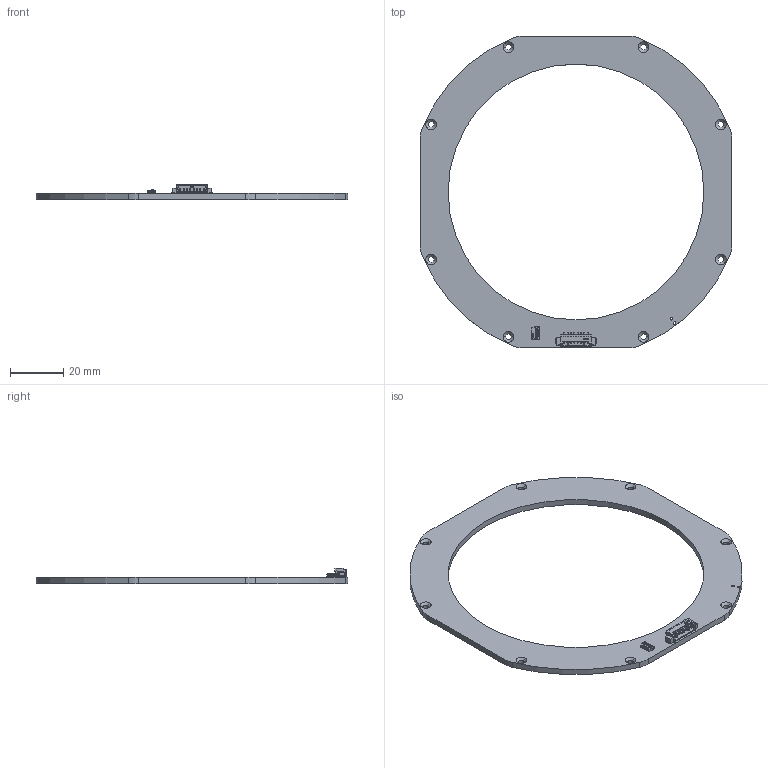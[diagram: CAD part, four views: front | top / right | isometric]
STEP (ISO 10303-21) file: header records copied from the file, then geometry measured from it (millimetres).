
FILE_DESCRIPTION((''),'2;1');
FILE_NAME('PCB_ASM','2025-04-11T',('Cujo'),(''),'PRO/ENGINEER BY PARAMETRIC TECHNOLOGY CORPORATION, 2017170','PRO/ENGINEER BY PARAMETRIC TECHNOLOGY CORPORATION, 2017170','');
FILE_SCHEMA(('CONFIG_CONTROL_DESIGN'));
Products named in the file (69): BOARD; MANIFOLD_SOLID_BREP_72793; MANIFOLD_SOLID_BREP_72297; MANIFOLD_SOLID_BREP_71765; MANIFOLD_SOLID_BREP_71351; MANIFOLD_SOLID_BREP_70808; MANIFOLD_SOLID_BREP_69983; MANIFOLD_SOLID_BREP_69151; MANIFOLD_SOLID_BREP_68737; MANIFOLD_SOLID_BREP_68241; MANIFOLD_SOLID_BREP_67709; MANIFOLD_SOLID_BREP_67295; MANIFOLD_SOLID_BREP_66743; MANIFOLD_SOLID_BREP_66527; MANIFOLD_SOLID_BREP_48799; MANIFOLD_SOLID_BREP_47766; MANIFOLD_SOLID_BREP_46733; CN1_ASM; CN3_ASM; MANIFOLD_SOLID_BREP_191683; MANIFOLD_SOLID_BREP_191187; MANIFOLD_SOLID_BREP_190655; MANIFOLD_SOLID_BREP_190241; MANIFOLD_SOLID_BREP_189698; MANIFOLD_SOLID_BREP_188873; MANIFOLD_SOLID_BREP_188041; MANIFOLD_SOLID_BREP_187627; MANIFOLD_SOLID_BREP_187131; MANIFOLD_SOLID_BREP_186599; MANIFOLD_SOLID_BREP_186185; MANIFOLD_SOLID_BREP_185633; MANIFOLD_SOLID_BREP_185417; MANIFOLD_SOLID_BREP_185265; MANIFOLD_SOLID_BREP_185113; MANIFOLD_SOLID_BREP_184961; MANIFOLD_SOLID_BREP_184809; MANIFOLD_SOLID_BREP_184657; MANIFOLD_SOLID_BREP_184472; MANIFOLD_SOLID_BREP_184287; MANIFOLD_SOLID_BREP_184102 ...
Assembly tree (68 placements, depth 4):
  PCB_ASM
    BOARD
    CN3_ASM
      CN1_ASM
        MANIFOLD_SOLID_BREP_72793
        MANIFOLD_SOLID_BREP_72297
        MANIFOLD_SOLID_BREP_71765
        MANIFOLD_SOLID_BREP_71351
        MANIFOLD_SOLID_BREP_70808
        MANIFOLD_SOLID_BREP_69983
        MANIFOLD_SOLID_BREP_69151
        MANIFOLD_SOLID_BREP_68737
        MANIFOLD_SOLID_BREP_68241
        MANIFOLD_SOLID_BREP_67709
        MANIFOLD_SOLID_BREP_67295
        MANIFOLD_SOLID_BREP_66743
        MANIFOLD_SOLID_BREP_66527
        MANIFOLD_SOLID_BREP_48799
        MANIFOLD_SOLID_BREP_47766
        MANIFOLD_SOLID_BREP_46733
    FPC3_ASM
      FPC1_ASM
        MANIFOLD_SOLID_BREP_191683
        MANIFOLD_SOLID_BREP_191187
        MANIFOLD_SOLID_BREP_190655
        MANIFOLD_SOLID_BREP_190241
        MANIFOLD_SOLID_BREP_189698
        MANIFOLD_SOLID_BREP_188873
        MANIFOLD_SOLID_BREP_188041
        MANIFOLD_SOLID_BREP_187627
        MANIFOLD_SOLID_BREP_187131
        MANIFOLD_SOLID_BREP_186599
        MANIFOLD_SOLID_BREP_186185
        MANIFOLD_SOLID_BREP_185633
        MANIFOLD_SOLID_BREP_185417
        MANIFOLD_SOLID_BREP_185265
        MANIFOLD_SOLID_BREP_185113
        MANIFOLD_SOLID_BREP_184961
        MANIFOLD_SOLID_BREP_184809
        MANIFOLD_SOLID_BREP_184657
        MANIFOLD_SOLID_BREP_184472
        MANIFOLD_SOLID_BREP_184287
        MANIFOLD_SOLID_BREP_184102
        MANIFOLD_SOLID_BREP_183917
        MANIFOLD_SOLID_BREP_183732
        MANIFOLD_SOLID_BREP_183582
        MANIFOLD_SOLID_BREP_183432
        MANIFOLD_SOLID_BREP_183282
        MANIFOLD_SOLID_BREP_183132
        MANIFOLD_SOLID_BREP_182982
        MANIFOLD_SOLID_BREP_182826
        MANIFOLD_SOLID_BREP_182670
        MANIFOLD_SOLID_BREP_182514
        MANIFOLD_SOLID_BREP_182358
        MANIFOLD_SOLID_BREP_182202
        MANIFOLD_SOLID_BREP_182052
        MANIFOLD_SOLID_BREP_181902
        MANIFOLD_SOLID_BREP_181752
        MANIFOLD_SOLID_BREP_181602
        MANIFOLD_SOLID_BREP_181452
Bounding box: 117 x 117 x 5.7 mm (x, y, z)
Volume: 10490.6 mm3; surface area: 11237.2 mm2
Topology: 64 solids, 64 shells, 1471 faces, 3835 edges, 2523 vertices
Faces by surface type: plane 1006, extrusion 250, cylinder 193, cone 16, bspline 4, sphere 2
Entity records: 67274 total; most frequent: CARTESIAN_POINT 19482, ORIENTED_EDGE 7666, DIRECTION 6452, EDGE_CURVE 3833, VECTOR 3218, LINE 2968, VERTEX_POINT 2523, PRESENTATION_STYLE_ASSIGNMENT 1812
